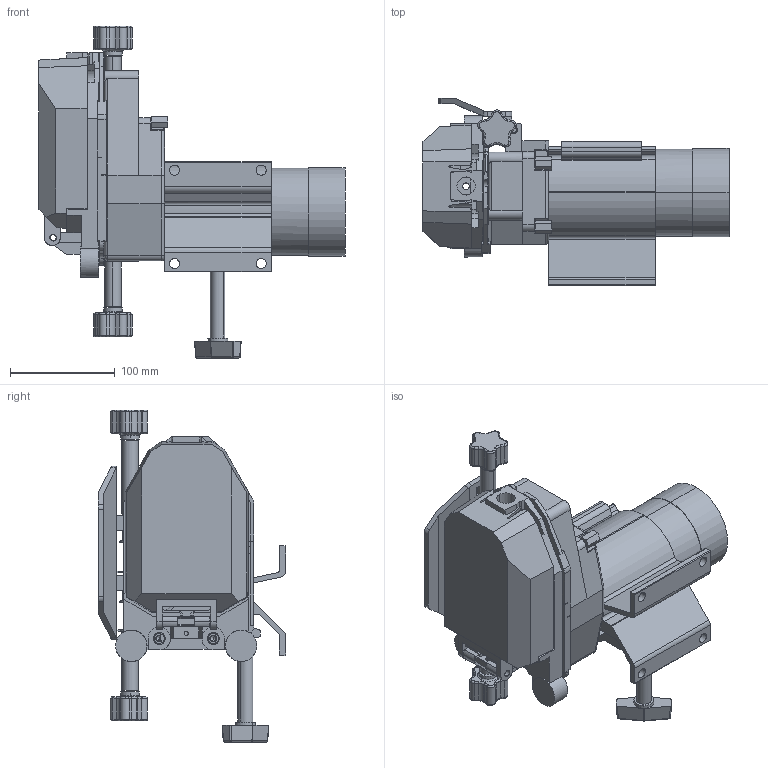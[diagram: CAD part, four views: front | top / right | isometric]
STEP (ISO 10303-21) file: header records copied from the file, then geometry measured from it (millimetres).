
FILE_DESCRIPTION (( 'STEP AP214' ), '1' );
FILE_NAME ('74 MPa Wirefeed Motor.STEP', '2016-01-06T20:21:31', ( 'ITS' ), ( 'ITW Welding Group' ), 'SwSTEP 2.0', 'SolidWorks 2015', '' );
FILE_SCHEMA (( 'AUTOMOTIVE_DESIGN' ));
Length unit declared in the file: inch
Products named in the file (1): 74 MPa Wirefeed Motor
Bounding box: 291.59 x 178.83 x 316.31 mm (x, y, z)
Volume: 2351307 mm3; surface area: 375931.1 mm2
Topology: 2 solids, 7 shells, 1357 faces, 3746 edges, 2391 vertices
Faces by surface type: plane 685, cylinder 524, torus 74, cone 41, bspline 23, sphere 10
Entity records: 43973 total; most frequent: CARTESIAN_POINT 8844, ORIENTED_EDGE 7440, DIRECTION 7408, EDGE_CURVE 3720, AXIS2_PLACEMENT_3D 2529, VERTEX_POINT 2391, VECTOR 2350, LINE 2350
